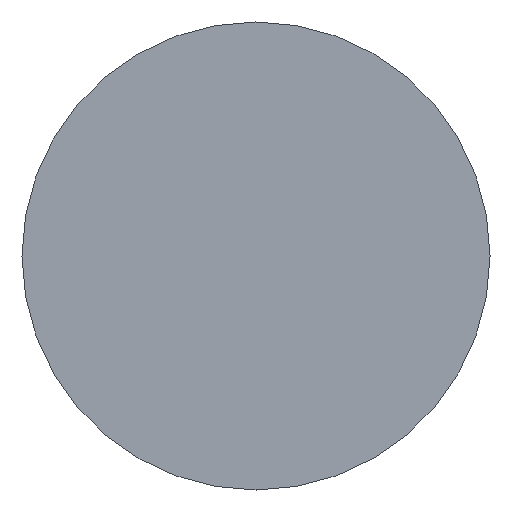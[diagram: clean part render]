
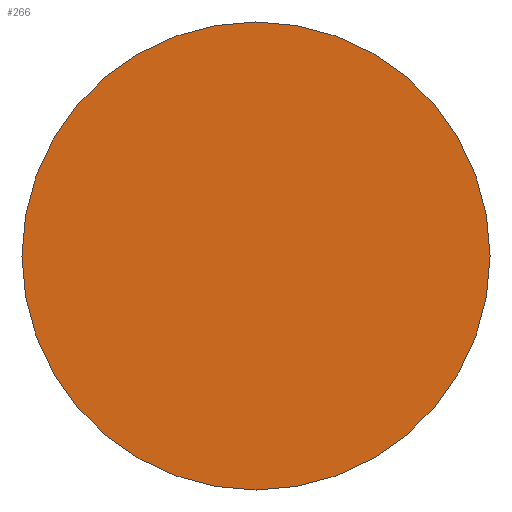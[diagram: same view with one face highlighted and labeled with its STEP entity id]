
A CAD part, front view. The second image highlights one B-rep face of the part: STEP entity #266.
In plain terms, the highlighted planar face has unit normal (0, -1, 0).
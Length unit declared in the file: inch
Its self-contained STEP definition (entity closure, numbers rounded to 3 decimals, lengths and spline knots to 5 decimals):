
#2 = FACE_OUTER_BOUND ( 'NONE', #205, .T. ) ;
#7 = CARTESIAN_POINT ( 'NONE',  ( 0., 0., -0.15625 ) ) ;
#10 = AXIS2_PLACEMENT_3D ( 'NONE', #24, #123, #168 ) ;
#12 = VERTEX_POINT ( 'NONE', #180 ) ;
#16 = CARTESIAN_POINT ( 'NONE',  ( 0., 0., 0. ) ) ;
#20 = AXIS2_PLACEMENT_3D ( 'NONE', #27, #146, #245 ) ;
#24 = CARTESIAN_POINT ( 'NONE',  ( 0., 0., 0. ) ) ;
#27 = CARTESIAN_POINT ( 'NONE',  ( 0., 0., 0. ) ) ;
#49 = PLANE ( 'NONE',  #10 ) ;
#59 = ORIENTED_EDGE ( 'NONE', *, *, #238, .T. ) ;
#68 = CIRCLE ( 'NONE', #20, 0.15625 ) ;
#117 = AXIS2_PLACEMENT_3D ( 'NONE', #16, #192, #167 ) ;
#123 = DIRECTION ( 'NONE',  ( 0., -1., 0. ) ) ;
#146 = DIRECTION ( 'NONE',  ( 0., -1., 0. ) ) ;
#156 = VERTEX_POINT ( 'NONE', #7 ) ;
#167 = DIRECTION ( 'NONE',  ( 0., 0., -1. ) ) ;
#168 = DIRECTION ( 'NONE',  ( 0., 0., -1. ) ) ;
#180 = CARTESIAN_POINT ( 'NONE',  ( 0., 0., 0.15625 ) ) ;
#192 = DIRECTION ( 'NONE',  ( 0., -1., 0. ) ) ;
#205 = EDGE_LOOP ( 'NONE', ( #59, #255 ) ) ;
#229 = EDGE_CURVE ( 'NONE', #12, #156, #234, .T. ) ;
#234 = CIRCLE ( 'NONE', #117, 0.15625 ) ;
#238 = EDGE_CURVE ( 'NONE', #156, #12, #68, .T. ) ;
#245 = DIRECTION ( 'NONE',  ( 0., 0., -1. ) ) ;
#255 = ORIENTED_EDGE ( 'NONE', *, *, #229, .T. ) ;
#266 = ADVANCED_FACE ( 'NONE', ( #2 ), #49, .T. ) ;
